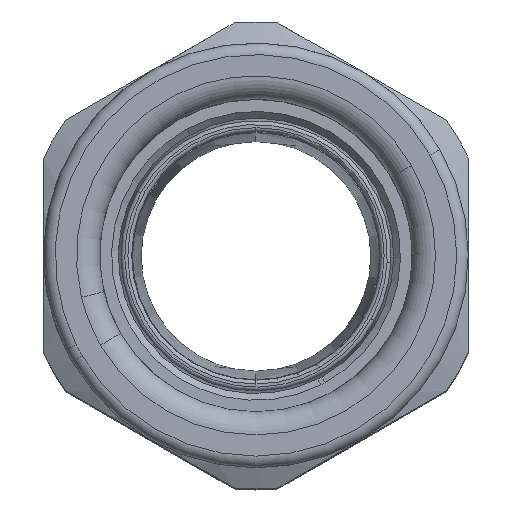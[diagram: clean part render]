
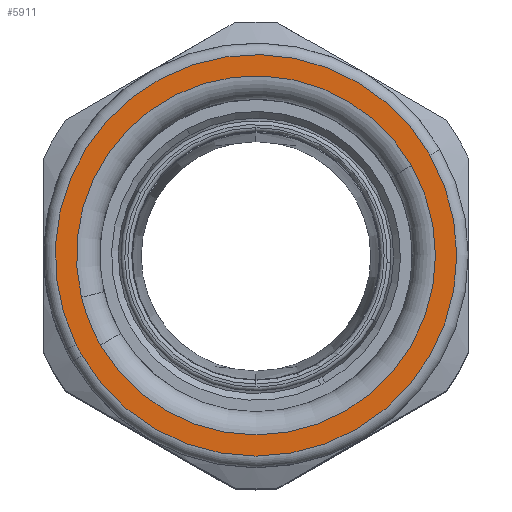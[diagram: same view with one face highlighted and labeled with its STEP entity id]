
A CAD part, top view. The second image highlights one B-rep face of the part: STEP entity #5911.
In plain terms, the highlighted planar face has unit normal (0, 0, 1).
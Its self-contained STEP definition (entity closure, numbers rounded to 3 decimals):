
#5796=AXIS2_PLACEMENT_3D('Circle Axis2P3D',#5794,#5795,$) ;
#5813=AXIS2_PLACEMENT_3D('Circle Axis2P3D',#5811,#5812,$) ;
#5837=AXIS2_PLACEMENT_3D('Circle Axis2P3D',#5835,#5836,$) ;
#5878=AXIS2_PLACEMENT_3D('Plane Axis2P3D',#5875,#5876,#5877) ;
#5887=AXIS2_PLACEMENT_3D('Circle Axis2P3D',#5885,#5886,$) ;
#5896=AXIS2_PLACEMENT_3D('Circle Axis2P3D',#5894,#5895,$) ;
#5903=AXIS2_PLACEMENT_3D('Circle Axis2P3D',#5901,#5902,$) ;
#5784=CARTESIAN_POINT('Vertex',(4.212,18.688,103.4)) ;
#5791=CARTESIAN_POINT('Vertex',(4.983,17.25,103.4)) ;
#5794=CARTESIAN_POINT('Axis2P3D Location',(27.5,30.25,103.4)) ;
#5811=CARTESIAN_POINT('Axis2P3D Location',(27.5,30.25,103.4)) ;
#5815=CARTESIAN_POINT('Vertex',(50.017,43.25,103.4)) ;
#5835=CARTESIAN_POINT('Axis2P3D Location',(27.5,30.25,103.4)) ;
#5875=CARTESIAN_POINT('Axis2P3D Location',(27.5,30.25,103.4)) ;
#5885=CARTESIAN_POINT('Axis2P3D Location',(27.5,30.25,103.4)) ;
#5889=CARTESIAN_POINT('Vertex',(4.892,24.823,103.4)) ;
#5891=CARTESIAN_POINT('Vertex',(7.365,18.625,103.4)) ;
#5894=CARTESIAN_POINT('Axis2P3D Location',(27.5,30.25,103.4)) ;
#5898=CARTESIAN_POINT('Vertex',(47.635,41.875,103.4)) ;
#5901=CARTESIAN_POINT('Axis2P3D Location',(27.5,30.25,103.4)) ;
#5795=DIRECTION('Axis2P3D Direction',(0.,0.,1.)) ;
#5812=DIRECTION('Axis2P3D Direction',(0.,0.,1.)) ;
#5836=DIRECTION('Axis2P3D Direction',(0.,0.,1.)) ;
#5876=DIRECTION('Axis2P3D Direction',(0.,0.,1.)) ;
#5877=DIRECTION('Axis2P3D XDirection',(-0.866,-0.5,0.)) ;
#5886=DIRECTION('Axis2P3D Direction',(0.,0.,1.)) ;
#5895=DIRECTION('Axis2P3D Direction',(0.,0.,1.)) ;
#5902=DIRECTION('Axis2P3D Direction',(0.,0.,1.)) ;
#5881=ORIENTED_EDGE('',*,*,#5817,.T.) ;
#5882=ORIENTED_EDGE('',*,*,#5798,.T.) ;
#5883=ORIENTED_EDGE('',*,*,#5839,.T.) ;
#5907=ORIENTED_EDGE('',*,*,#5893,.F.) ;
#5908=ORIENTED_EDGE('',*,*,#5900,.F.) ;
#5909=ORIENTED_EDGE('',*,*,#5905,.F.) ;
#5910=FACE_BOUND('',#5906,.T.) ;
#5911=ADVANCED_FACE('PartBody',(#5884,#5910),#5879,.T.) ;
#5797=CIRCLE('generated circle',#5796,26.) ;
#5814=CIRCLE('generated circle',#5813,26.) ;
#5838=CIRCLE('generated circle',#5837,26.) ;
#5888=CIRCLE('generated circle',#5887,23.25) ;
#5897=CIRCLE('generated circle',#5896,23.25) ;
#5904=CIRCLE('generated circle',#5903,23.25) ;
#5798=EDGE_CURVE('',#5785,#5792,#5797,.T.) ;
#5817=EDGE_CURVE('',#5816,#5785,#5814,.T.) ;
#5839=EDGE_CURVE('',#5792,#5816,#5838,.T.) ;
#5893=EDGE_CURVE('',#5890,#5892,#5888,.T.) ;
#5900=EDGE_CURVE('',#5899,#5890,#5897,.T.) ;
#5905=EDGE_CURVE('',#5892,#5899,#5904,.T.) ;
#5880=EDGE_LOOP('',(#5881,#5882,#5883)) ;
#5906=EDGE_LOOP('',(#5907,#5908,#5909)) ;
#5884=FACE_OUTER_BOUND('',#5880,.T.) ;
#5879=PLANE('',#5878) ;
#5785=VERTEX_POINT('',#5784) ;
#5792=VERTEX_POINT('',#5791) ;
#5816=VERTEX_POINT('',#5815) ;
#5890=VERTEX_POINT('',#5889) ;
#5892=VERTEX_POINT('',#5891) ;
#5899=VERTEX_POINT('',#5898) ;
